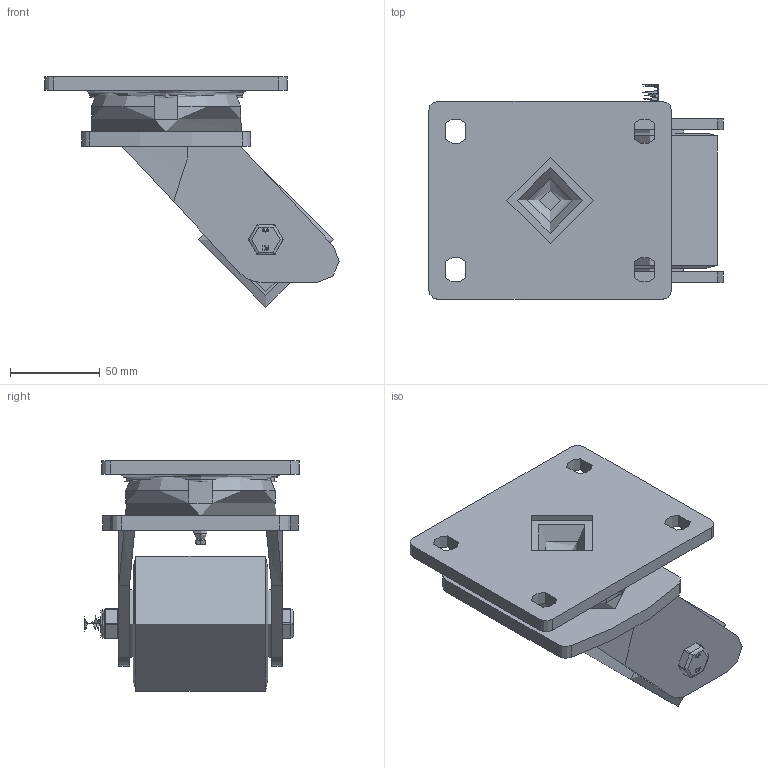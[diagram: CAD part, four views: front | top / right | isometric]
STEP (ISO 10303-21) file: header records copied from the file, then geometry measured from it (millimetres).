
FILE_DESCRIPTION(/* description */ ('','CAx-IF Rec.Pracs.---Representation and Presentation of Product Manufacturing Information (PMI)---4.0---2014-10-13'),/* implementation_level */ '2;1');
FILE_NAME(/* name */ 'BZKL75PTBJ.step',/* time_stamp */ '2024-12-12T11:27:53Z',/* author */ (''),/* organization */ (''),/* preprocessor_version */ 'ST-DEVELOPER v20',/* originating_system */ 'Autodesk Translation Framework v13.20.0.188',/* authorisation */ '');
FILE_SCHEMA (('AP242_MANAGED_MODEL_BASED_3D_ENGINEERING_MIM_LF { 1 0 10303 442 1 1 4 }'));
Length unit declared in the file: millimetre
Products named in the file (36): BZKL75PTBJ; BZH7575WPTBJM20 v1; POLYURETHANE TYRE; CAST IRON RIM; CAST IRON RIM Geometry; BEARING SPACER; BEARING6204; BALL BEARINGS; BEARING6204 (1); BALL BEARINGS (1); Component3; INNER; OUTER; MIDDLE; RUBBER; 2BZXH100AS - 80 v1; STEEL FABRICATED TOP PLATED (1); TOP PLATE (1); STEEL FABRICATED FORKS (1); FORKS (1); FORKS Geometry (1); GREASE NIPPLE (1); TUBEM20X80X10 v1; ZINC PLATED AXLE TUBE; WP20X40X2 v1; NYLON WASHER; Component1; WP20X40X2 v1 (1); NYLON WASHER (1); Component1 (1); BOLTM10X110Z8.8 v2; GRADE 8.8 ZINC PLATED BOLT; NYLOCM10Z v1; NYLOC NUT (1); RUBBER (2); NUT (1)
Assembly tree (54 placements, depth 5):
  BZKL75PTBJ
    BZH7575WPTBJM20 v1
      POLYURETHANE TYRE
      CAST IRON RIM
        CAST IRON RIM Geometry
        BEARING SPACER
      BEARING6204
        INNER
        OUTER
        BALL BEARINGS
          Component3  x8
        MIDDLE
        RUBBER
      BEARING6204 (1)
        BALL BEARINGS (1)
          Component3  x8
        INNER
        OUTER
        MIDDLE
        RUBBER
    2BZXH100AS - 80 v1
      STEEL FABRICATED TOP PLATED (1)
        TOP PLATE (1)
      STEEL FABRICATED FORKS (1)
        FORKS (1)
          FORKS Geometry (1)
          GREASE NIPPLE (1)
    TUBEM20X80X10 v1
      ZINC PLATED AXLE TUBE
    WP20X40X2 v1
      NYLON WASHER
        Component1
    WP20X40X2 v1 (1)
      NYLON WASHER (1)
        Component1 (1)
    BOLTM10X110Z8.8 v2
      GRADE 8.8 ZINC PLATED BOLT
    NYLOCM10Z v1
      NYLOC NUT (1)
        RUBBER (2)
        NUT (1)
Bounding box: 163.78 x 119.5 x 128 mm (x, y, z)
Volume: 621201.6 mm3; surface area: 206492.9 mm2
Topology: 38 solids, 38 shells, 1046 faces, 2661 edges, 1763 vertices
Faces by surface type: plane 417, bspline 351, cylinder 205, sphere 60, torus 10, cone 3
Full cylindrical faces by diameter (mm): 0.637 x2, 8 x1, 8.141 x18, 9.8 x1, 9.85 x19, 10 x2, 10.5 x3, 12 x2, 16 x2, 19.9 x1, 20 x3, 21 x2, 24 x1, 27 x2, 28.5 x8, 30.8 x4, 31.3 x4, 37.5 x2, 39.495 x1, 40.3 x4, 40.5 x4, 40.8 x4, 42 x11, 43.75 x1, 47 x4, 48 x1, 57.5 x2, 75 x1, 82 x1, 84 x1
Entity records: 30124 total; most frequent: CARTESIAN_POINT 13908, ORIENTED_EDGE 3396, DIRECTION 2687, EDGE_CURVE 1698, VERTEX_POINT 1129, AXIS2_PLACEMENT_3D 960, EDGE_LOOP 825, LINE 767
